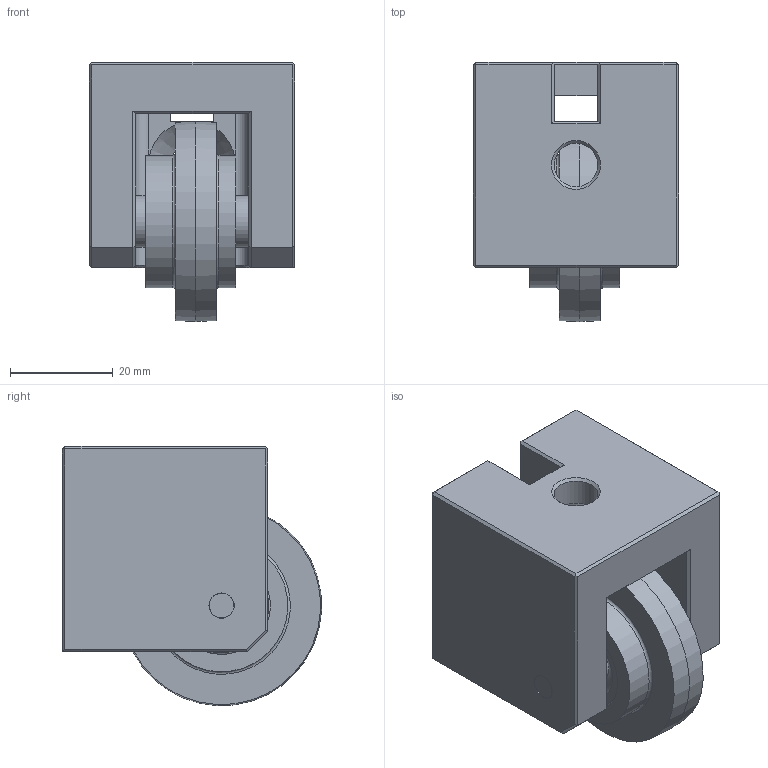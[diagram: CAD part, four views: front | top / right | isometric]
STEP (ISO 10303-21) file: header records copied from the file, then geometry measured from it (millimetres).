
FILE_DESCRIPTION(/* description */ (''),/* implementation_level */ '2;1');
FILE_NAME(/* name */ '11639_KriTec_Rolleneckverbindungssatz_8_schwarz_pulverbeschichtet.stp',/* time_stamp */ '2018-02-05T15:24:19+01:00',/* author */ ('Steiner'),/* organization */ (''),/* preprocessor_version */ 'ST-DEVELOPER v16.1',/* originating_system */ 'Autodesk Inventor 2016',/* authorisation */ '');
FILE_SCHEMA (('CONFIG_CONTROL_DESIGN'));
Length unit declared in the file: millimetre
Products named in the file (9): 11619_KriTec_Rolleneckverbinder_nur_Gehaeuse_schwarz_pulverbeschichte
t; 11192_KriTec Distanzscheibe für Rolleneckverbinder D10_6,3x2,5; 11192_KriTec Distanzscheibe für Rolleneckverbinder D10_6,3x3; 11163_Rolle; 11163_Distanzring; 11163_Lager; 11163_KriTec_Rolle_8_PA; ISO 10642  - M6  x  40x 8.8; 11639_KriTec_Rolleneckverbindungssatz_8_schwarz_pulverbeschichtet
Assembly tree (9 placements, depth 3):
  11639_KriTec_Rolleneckverbindungssatz_8_schwarz_pulverbeschichtet
    11619_KriTec_Rolleneckverbinder_nur_Gehaeuse_schwarz_pulverbeschichte
t
    11192_KriTec Distanzscheibe für Rolleneckverbinder D10_6,3x2,5
    11192_KriTec Distanzscheibe für Rolleneckverbinder D10_6,3x3
    11163_KriTec_Rolle_8_PA
      11163_Rolle
      11163_Distanzring
      11163_Lager  x2
    ISO 10642  - M6  x  40x 8.8
Bounding box: 40 x 50.48 x 50.48 mm (x, y, z)
Volume: 53131.8 mm3; surface area: 20822.3 mm2
Topology: 8 solids, 8 shells, 135 faces, 296 edges, 181 vertices
Faces by surface type: plane 74, cylinder 31, cone 16, torus 14
Full cylindrical faces by diameter (mm): 4.917 x1, 6 x3, 6.3 x3, 6.5 x1, 8.5 x2, 9.9 x4, 10 x2, 11.34 x1, 12 x1, 12.7 x1, 15.1 x4, 19 x4, 25.8 x2
Entity records: 3229 total; most frequent: DIRECTION 550, CARTESIAN_POINT 509, ORIENTED_EDGE 418, AXIS2_PLACEMENT_3D 210, EDGE_CURVE 209, EDGE_LOOP 186, VERTEX_POINT 151, LINE 130
